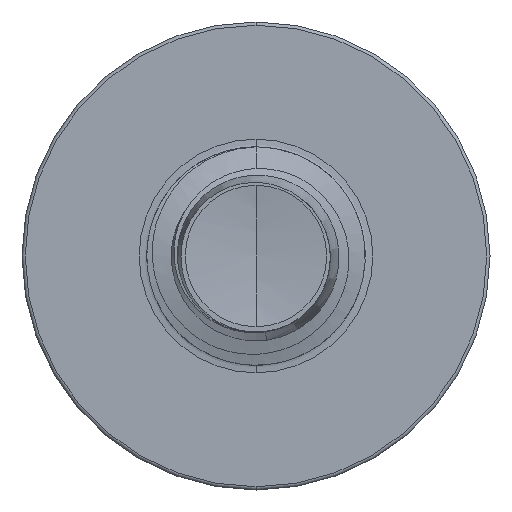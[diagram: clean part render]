
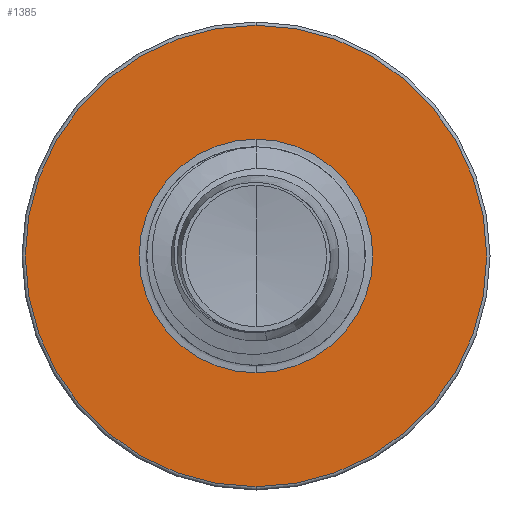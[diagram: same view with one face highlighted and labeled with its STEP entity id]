
A CAD part, front view. The second image highlights one B-rep face of the part: STEP entity #1385.
In plain terms, the highlighted planar face has unit normal (0, -1, 0).
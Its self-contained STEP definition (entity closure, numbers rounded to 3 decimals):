
#421 = EDGE_CURVE ( 'NONE', #10746, #5550, #10874, .T. ) ;
#448 = AXIS2_PLACEMENT_3D ( 'NONE', #8566, #8508, #8494 ) ;
#1039 = EDGE_LOOP ( 'NONE', ( #5903, #13821 ) ) ;
#1385 = ADVANCED_FACE ( 'NONE', ( #4514, #8104 ), #8549, .F. ) ;
#1892 = AXIS2_PLACEMENT_3D ( 'NONE', #3466, #7186, #3515 ) ;
#3466 = CARTESIAN_POINT ( 'NONE',  ( 0., 4., 0. ) ) ;
#3515 = DIRECTION ( 'NONE',  ( 0., 0., 1. ) ) ;
#3565 = DIRECTION ( 'NONE',  ( 0., 1., 0. ) ) ;
#4514 = FACE_OUTER_BOUND ( 'NONE', #1039, .T. ) ;
#5187 = CARTESIAN_POINT ( 'NONE',  ( 0., 4., 0. ) ) ;
#5550 = VERTEX_POINT ( 'NONE', #6442 ) ;
#5658 = CIRCLE ( 'NONE', #8530, 3.698 ) ;
#5903 = ORIENTED_EDGE ( 'NONE', *, *, #14465, .F. ) ;
#6062 = EDGE_CURVE ( 'NONE', #9442, #11840, #8074, .T. ) ;
#6200 = AXIS2_PLACEMENT_3D ( 'NONE', #13827, #15541, #15122 ) ;
#6442 = CARTESIAN_POINT ( 'NONE',  ( 0., 4., -1.872 ) ) ;
#6579 = DIRECTION ( 'NONE',  ( 0., 0., 1. ) ) ;
#7186 = DIRECTION ( 'NONE',  ( 0., 1., 0. ) ) ;
#8074 = CIRCLE ( 'NONE', #1892, 3.698 ) ;
#8104 = FACE_BOUND ( 'NONE', #11099, .T. ) ;
#8494 = DIRECTION ( 'NONE',  ( 0., 0., 1. ) ) ;
#8508 = DIRECTION ( 'NONE',  ( 0., 1., 0. ) ) ;
#8530 = AXIS2_PLACEMENT_3D ( 'NONE', #11065, #3565, #12118 ) ;
#8549 = PLANE ( 'NONE',  #448 ) ;
#8566 = CARTESIAN_POINT ( 'NONE',  ( 0., 4., -1.872 ) ) ;
#8916 = AXIS2_PLACEMENT_3D ( 'NONE', #5187, #13260, #6579 ) ;
#9048 = ORIENTED_EDGE ( 'NONE', *, *, #421, .T. ) ;
#9442 = VERTEX_POINT ( 'NONE', #11897 ) ;
#10746 = VERTEX_POINT ( 'NONE', #15395 ) ;
#10874 = CIRCLE ( 'NONE', #6200, 1.872 ) ;
#11065 = CARTESIAN_POINT ( 'NONE',  ( 0., 4., 0. ) ) ;
#11099 = EDGE_LOOP ( 'NONE', ( #9048, #14608 ) ) ;
#11840 = VERTEX_POINT ( 'NONE', #12726 ) ;
#11897 = CARTESIAN_POINT ( 'NONE',  ( 0., 4., -3.697 ) ) ;
#11928 = CIRCLE ( 'NONE', #8916, 1.872 ) ;
#12118 = DIRECTION ( 'NONE',  ( 0., 0., 1. ) ) ;
#12711 = EDGE_CURVE ( 'NONE', #5550, #10746, #11928, .T. ) ;
#12726 = CARTESIAN_POINT ( 'NONE',  ( 0., 4., 3.698 ) ) ;
#13260 = DIRECTION ( 'NONE',  ( 0., 1., 0. ) ) ;
#13821 = ORIENTED_EDGE ( 'NONE', *, *, #6062, .F. ) ;
#13827 = CARTESIAN_POINT ( 'NONE',  ( 0., 4., 0. ) ) ;
#14465 = EDGE_CURVE ( 'NONE', #11840, #9442, #5658, .T. ) ;
#14608 = ORIENTED_EDGE ( 'NONE', *, *, #12711, .T. ) ;
#15122 = DIRECTION ( 'NONE',  ( 0., 0., 1. ) ) ;
#15395 = CARTESIAN_POINT ( 'NONE',  ( 0., 4., 1.872 ) ) ;
#15541 = DIRECTION ( 'NONE',  ( 0., 1., 0. ) ) ;
